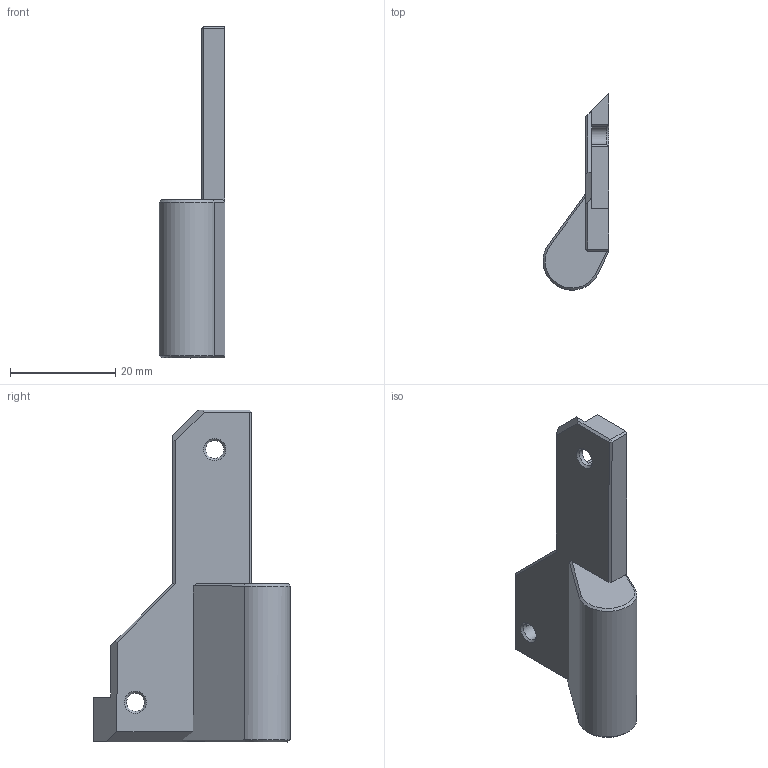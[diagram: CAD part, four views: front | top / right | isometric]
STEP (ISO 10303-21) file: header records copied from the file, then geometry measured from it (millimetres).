
FILE_DESCRIPTION(/* description */ ('','CAx-IF Rec.Pracs.---Representation and Presentation of Product Manufacturing Information (PMI)---4.0---2014-10-13'),/* implementation_level */ '2;1');
FILE_NAME(/* name */ 'Right_Swing_Frame_Hinge_Top.step',/* time_stamp */ '2024-11-21T02:51:50-05:00',/* author */ (''),/* organization */ (''),/* preprocessor_version */ 'ST-DEVELOPER v20',/* originating_system */ 'Autodesk Translation Framework v13.20.0.188',/* authorisation */ '');
FILE_SCHEMA (('AP242_MANAGED_MODEL_BASED_3D_ENGINEERING_MIM_LF { 1 0 10303 442 1 1 4 }'));
Length unit declared in the file: millimetre
Products named in the file (1): Upper Hinge Clip (1)
Bounding box: 12.48 x 37.29 x 63.02 mm (x, y, z)
Volume: 6082 mm3; surface area: 4481.3 mm2
Topology: 1 solids, 1 shells, 54 faces, 138 edges, 85 vertices
Faces by surface type: plane 41, cone 7, cylinder 5, bspline 1
Full cylindrical faces by diameter (mm): 3.4 x2, 5.2 x1, 7 x1
Entity records: 1660 total; most frequent: CARTESIAN_POINT 304, ORIENTED_EDGE 276, DIRECTION 269, EDGE_CURVE 138, LINE 115, VECTOR 115, VERTEX_POINT 85, AXIS2_PLACEMENT_3D 77
